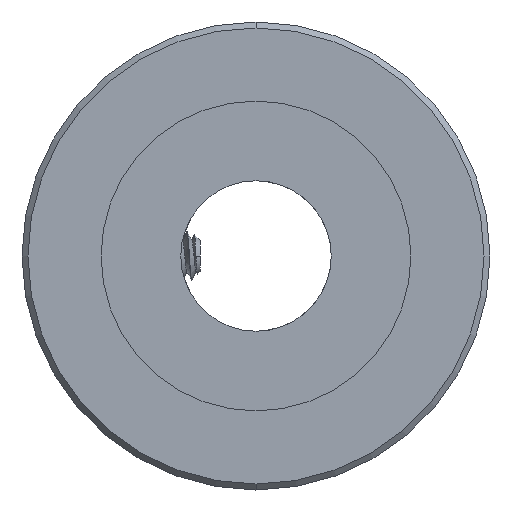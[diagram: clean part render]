
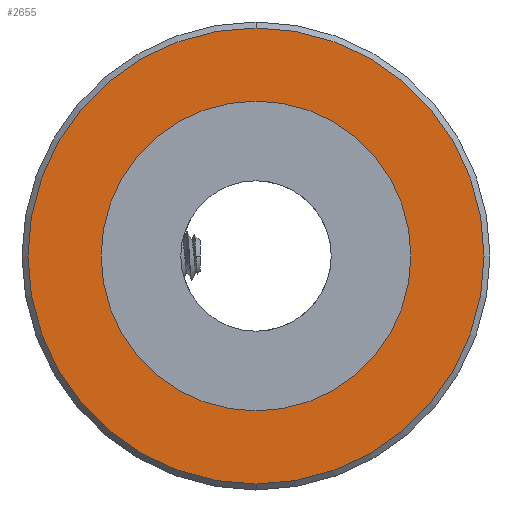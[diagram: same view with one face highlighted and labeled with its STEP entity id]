
A CAD part, left-side view. The second image highlights one B-rep face of the part: STEP entity #2655.
In plain terms, the highlighted planar face has unit normal (-1, 0, 0).
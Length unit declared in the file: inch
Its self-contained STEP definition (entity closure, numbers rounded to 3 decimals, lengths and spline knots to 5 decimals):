
#555=CARTESIAN_POINT('',(-2.,0.,0.));
#556=DIRECTION('',(-1.,0.,0.));
#557=DIRECTION('',(0.,0.,1.));
#558=AXIS2_PLACEMENT_3D('',#555,#556,#557);
#560=CARTESIAN_POINT('',(-2.,0.,0.));
#561=DIRECTION('',(-1.,0.,0.));
#562=DIRECTION('',(0.,0.,-1.));
#563=AXIS2_PLACEMENT_3D('',#560,#561,#562);
#565=CARTESIAN_POINT('',(-2.,0.,0.));
#566=DIRECTION('',(-1.,0.,0.));
#567=DIRECTION('',(0.,0.,1.));
#568=AXIS2_PLACEMENT_3D('',#565,#566,#567);
#570=CARTESIAN_POINT('',(-2.,0.,0.));
#571=DIRECTION('',(-1.,0.,0.));
#572=DIRECTION('',(0.,0.,-1.));
#573=AXIS2_PLACEMENT_3D('',#570,#571,#572);
#1853=CARTESIAN_POINT('',(-2.,0.,0.5215));
#1854=CARTESIAN_POINT('',(-2.,0.,-0.5215));
#1855=VERTEX_POINT('',#1853);
#1856=VERTEX_POINT('',#1854);
#1875=CARTESIAN_POINT('',(-2.,0.,0.7675));
#1876=CARTESIAN_POINT('',(-2.,0.,-0.7675));
#1877=VERTEX_POINT('',#1875);
#1878=VERTEX_POINT('',#1876);
#2640=CARTESIAN_POINT('',(-2.,0.,0.));
#2641=DIRECTION('',(-1.,0.,0.));
#2642=DIRECTION('',(0.,0.,1.));
#2643=AXIS2_PLACEMENT_3D('',#2640,#2641,#2642);
#2644=PLANE('',#2643);
#2646=ORIENTED_EDGE('',*,*,#2645,.F.);
#2648=ORIENTED_EDGE('',*,*,#2647,.F.);
#2649=EDGE_LOOP('',(#2646,#2648));
#2650=FACE_OUTER_BOUND('',#2649,.F.);
#2651=ORIENTED_EDGE('',*,*,#2620,.T.);
#2652=ORIENTED_EDGE('',*,*,#2634,.T.);
#2653=EDGE_LOOP('',(#2651,#2652));
#2654=FACE_BOUND('',#2653,.F.);
#2655=ADVANCED_FACE('',(#2650,#2654),#2644,.T.);
#559=CIRCLE('',#558,0.7675);
#564=CIRCLE('',#563,0.7675);
#569=CIRCLE('',#568,0.5215);
#574=CIRCLE('',#573,0.5215);
#2620=EDGE_CURVE('',#1855,#1856,#569,.T.);
#2634=EDGE_CURVE('',#1856,#1855,#574,.T.);
#2645=EDGE_CURVE('',#1877,#1878,#559,.T.);
#2647=EDGE_CURVE('',#1878,#1877,#564,.T.);
